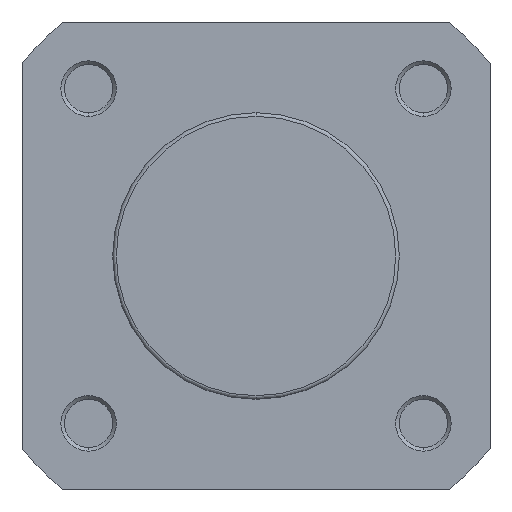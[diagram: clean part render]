
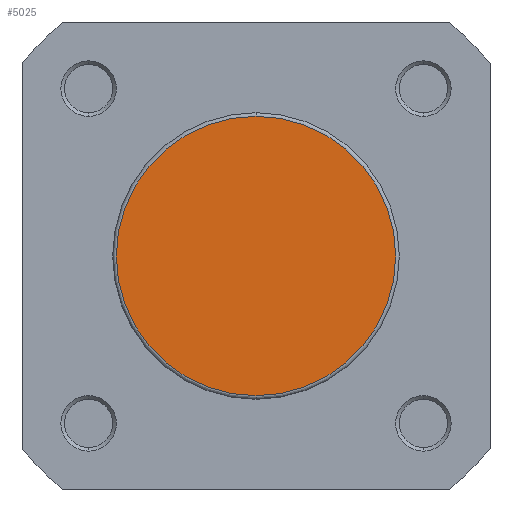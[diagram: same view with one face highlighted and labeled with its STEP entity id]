
A CAD part, left-side view. The second image highlights one B-rep face of the part: STEP entity #5025.
In plain terms, the highlighted planar face has unit normal (-1, 0, 0).
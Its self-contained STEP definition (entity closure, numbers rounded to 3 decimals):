
#504 = VERTEX_POINT ( 'NONE', #2438 ) ;
#596 = VERTEX_POINT ( 'NONE', #2530 ) ;
#938 = ORIENTED_EDGE ( 'NONE', *, *, #5232, .T. ) ;
#939 = ORIENTED_EDGE ( 'NONE', *, *, #5173, .T. ) ;
#2438 = CARTESIAN_POINT ( 'NONE',  ( 0., 0., -19.4 ) ) ;
#2530 = CARTESIAN_POINT ( 'NONE',  ( 0., 0., 19.4 ) ) ;
#3204 = FACE_OUTER_BOUND ( 'NONE', #5933, .T. ) ;
#3454 = CIRCLE ( 'NONE', #5645, 19.4 ) ;
#3542 = CIRCLE ( 'NONE', #5673, 19.4 ) ;
#3851 = CARTESIAN_POINT ( 'NONE',  ( 0., 19.9, 0. ) ) ;
#3852 = PLANE ( 'NONE',  #5543 ) ;
#3853 = DIRECTION ( 'NONE',  ( 1., 0., 0. ) ) ;
#3854 = DIRECTION ( 'NONE',  ( 0., 0., -1. ) ) ;
#4283 = CARTESIAN_POINT ( 'NONE',  ( 0., 0., 0. ) ) ;
#4284 = DIRECTION ( 'NONE',  ( -1., 0., 0. ) ) ;
#4285 = DIRECTION ( 'NONE',  ( 0., 0., -1. ) ) ;
#4431 = CARTESIAN_POINT ( 'NONE',  ( 0., 0., 0. ) ) ;
#4433 = DIRECTION ( 'NONE',  ( -1., 0., 0. ) ) ;
#4434 = DIRECTION ( 'NONE',  ( 0., 0., -1. ) ) ;
#5025 = ADVANCED_FACE ( 'NONE', ( #3204 ), #3852, .F. ) ;
#5173 = EDGE_CURVE ( 'NONE', #504, #596, #3454, .T. ) ;
#5232 = EDGE_CURVE ( 'NONE', #596, #504, #3542, .T. ) ;
#5543 = AXIS2_PLACEMENT_3D ( 'NONE', #3851, #3853, #3854 ) ;
#5645 = AXIS2_PLACEMENT_3D ( 'NONE', #4283, #4284, #4285 ) ;
#5673 = AXIS2_PLACEMENT_3D ( 'NONE', #4431, #4433, #4434 ) ;
#5933 = EDGE_LOOP ( 'NONE', ( #939, #938 ) ) ;
